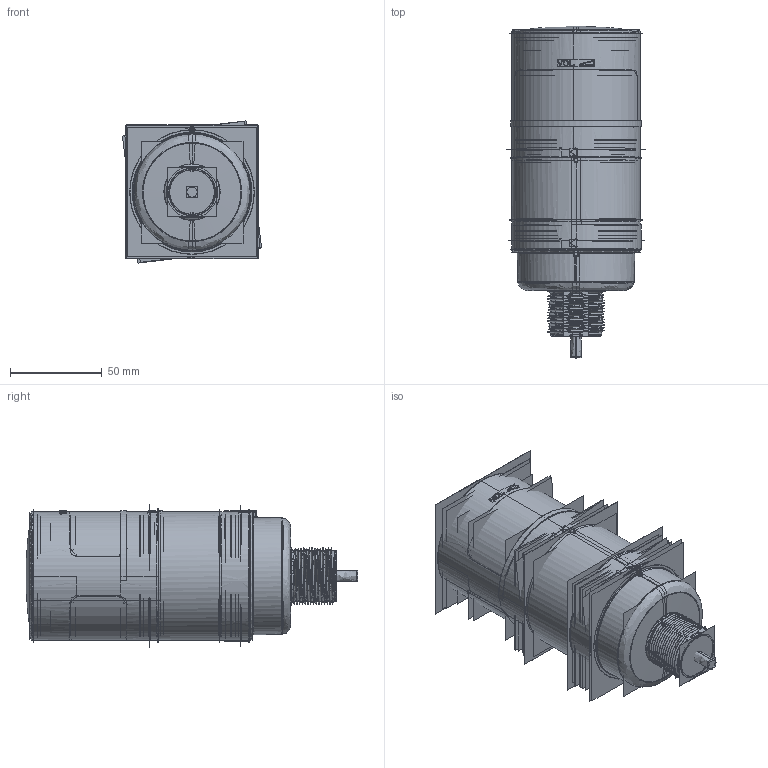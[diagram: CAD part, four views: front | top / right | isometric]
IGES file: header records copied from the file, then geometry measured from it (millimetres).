
Start section:  PTC IGES file: 191341.igs
Global section: file name: 191341.igs; native system: Creo Parametric by Parametric Technology Corporation; preprocessor: 2013230; author: pdmadmin; organization: Unknown; date: 20160224.152533; units: millimetre
Bounding box: 75.82 x 181.01 x 77.54 mm (x, y, z)
Volume: 159764.6 mm3; surface area: 851221.1 mm2
Topology: 7 solids, 9 shells, 3110 faces, 15384 edges, 19280 vertices
Faces by surface type: revolution 1610, bspline 1456, extrusion 44
